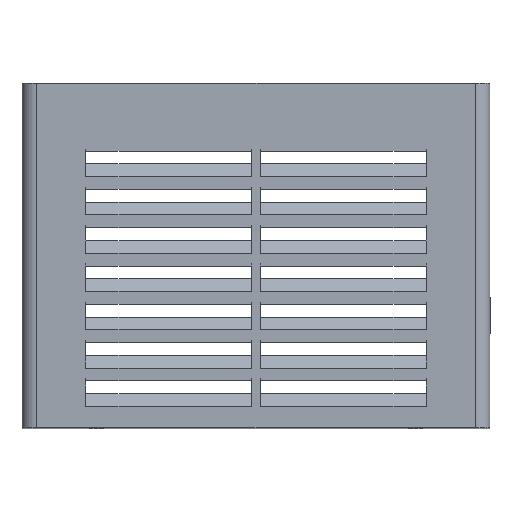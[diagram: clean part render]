
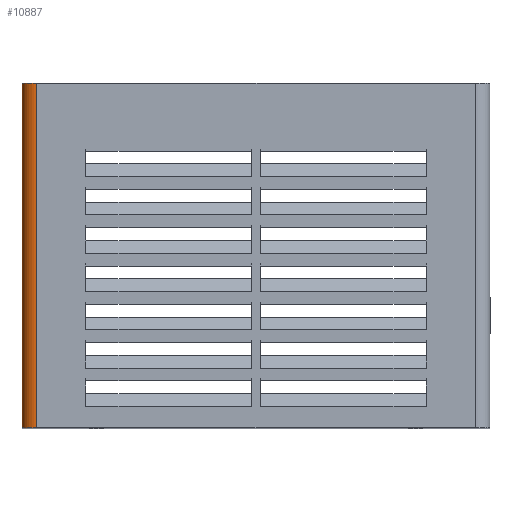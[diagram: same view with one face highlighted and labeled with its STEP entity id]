
A CAD part, top view. The second image highlights one B-rep face of the part: STEP entity #10887.
In plain terms, the highlighted cylindrical face has radius 3.5 mm (diameter 7 mm), a partial arc.
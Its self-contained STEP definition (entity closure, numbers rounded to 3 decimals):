
#7 = VERTEX_POINT ( 'NONE', #11123 ) ;
#630 = ORIENTED_EDGE ( 'NONE', *, *, #1239, .F. ) ;
#757 = FACE_OUTER_BOUND ( 'NONE', #9579, .T. ) ;
#840 = CARTESIAN_POINT ( 'NONE',  ( -51.5, 81., 77.477 ) ) ;
#1137 = LINE ( 'NONE', #5975, #8961 ) ;
#1239 = EDGE_CURVE ( 'NONE', #10550, #7, #2437, .T. ) ;
#1296 = VERTEX_POINT ( 'NONE', #6690 ) ;
#1817 = ORIENTED_EDGE ( 'NONE', *, *, #10702, .F. ) ;
#1878 = CYLINDRICAL_SURFACE ( 'NONE', #8134, 3.5 ) ;
#2437 = LINE ( 'NONE', #2617, #4451 ) ;
#2617 = CARTESIAN_POINT ( 'NONE',  ( -55., 3., 77.477 ) ) ;
#2642 = ORIENTED_EDGE ( 'NONE', *, *, #8888, .F. ) ;
#2658 = CARTESIAN_POINT ( 'NONE',  ( -55., 0., 77.477 ) ) ;
#4451 = VECTOR ( 'NONE', #9109, 1000. ) ;
#4978 = DIRECTION ( 'NONE',  ( 0., -1., 0. ) ) ;
#5268 = AXIS2_PLACEMENT_3D ( 'NONE', #9511, #8566, #12355 ) ;
#5975 = CARTESIAN_POINT ( 'NONE',  ( -51.5, 3., 80.977 ) ) ;
#6389 = VERTEX_POINT ( 'NONE', #9933 ) ;
#6452 = CIRCLE ( 'NONE', #11478, 3.5 ) ;
#6599 = CARTESIAN_POINT ( 'NONE',  ( -51.5, 3., 77.477 ) ) ;
#6690 = CARTESIAN_POINT ( 'NONE',  ( -51.5, 81., 80.977 ) ) ;
#7496 = ORIENTED_EDGE ( 'NONE', *, *, #9351, .F. ) ;
#8134 = AXIS2_PLACEMENT_3D ( 'NONE', #6599, #11393, #9322 ) ;
#8566 = DIRECTION ( 'NONE',  ( 0., -1., 0. ) ) ;
#8888 = EDGE_CURVE ( 'NONE', #7, #1296, #6452, .T. ) ;
#8961 = VECTOR ( 'NONE', #4978, 1000. ) ;
#9109 = DIRECTION ( 'NONE',  ( 0., 1., 0. ) ) ;
#9322 = DIRECTION ( 'NONE',  ( 0., 0., -1. ) ) ;
#9351 = EDGE_CURVE ( 'NONE', #6389, #10550, #11693, .T. ) ;
#9511 = CARTESIAN_POINT ( 'NONE',  ( -51.5, 0., 77.477 ) ) ;
#9579 = EDGE_LOOP ( 'NONE', ( #1817, #2642, #630, #7496 ) ) ;
#9646 = DIRECTION ( 'NONE',  ( 0., 1., 0. ) ) ;
#9933 = CARTESIAN_POINT ( 'NONE',  ( -51.5, 0., 80.977 ) ) ;
#10550 = VERTEX_POINT ( 'NONE', #2658 ) ;
#10702 = EDGE_CURVE ( 'NONE', #1296, #6389, #1137, .T. ) ;
#10887 = ADVANCED_FACE ( 'NONE', ( #757 ), #1878, .T. ) ;
#11123 = CARTESIAN_POINT ( 'NONE',  ( -55., 81., 77.477 ) ) ;
#11393 = DIRECTION ( 'NONE',  ( 0., -1., 0. ) ) ;
#11478 = AXIS2_PLACEMENT_3D ( 'NONE', #840, #9646, #12367 ) ;
#11693 = CIRCLE ( 'NONE', #5268, 3.5 ) ;
#12355 = DIRECTION ( 'NONE',  ( 0., 0., -1. ) ) ;
#12367 = DIRECTION ( 'NONE',  ( 0., 0., 1. ) ) ;
